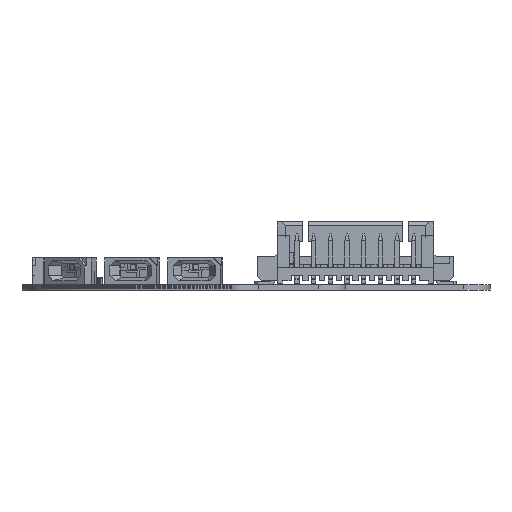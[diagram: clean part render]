
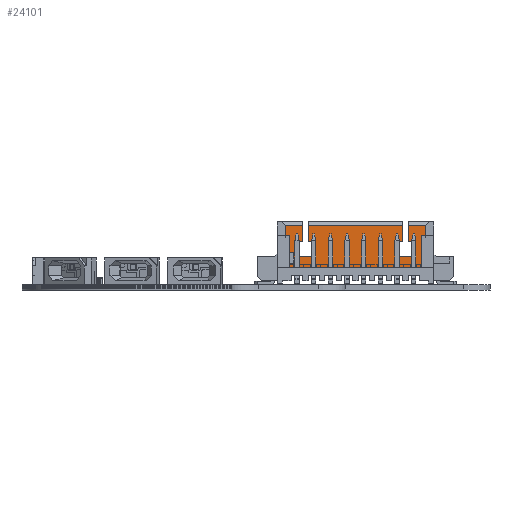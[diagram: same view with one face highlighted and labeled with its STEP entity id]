
A CAD part, front view. The second image highlights one B-rep face of the part: STEP entity #24101.
In plain terms, the highlighted planar face has unit normal (0, -1, 0).
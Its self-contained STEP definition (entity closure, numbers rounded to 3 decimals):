
#23925 = EDGE_CURVE('',#23926,#23928,#23930,.T.);
#23926 = VERTEX_POINT('',#23927);
#23927 = CARTESIAN_POINT('',(-3.95,1.45,2.));
#23928 = VERTEX_POINT('',#23929);
#23929 = CARTESIAN_POINT('',(-3.95,1.45,0.85));
#23930 = LINE('',#23931,#23932);
#23931 = CARTESIAN_POINT('',(-3.95,1.45,2.));
#23932 = VECTOR('',#23933,1.);
#23933 = DIRECTION('',(0.,0.,-1.));
#23964 = EDGE_CURVE('',#23965,#23967,#23969,.T.);
#23965 = VERTEX_POINT('',#23966);
#23966 = CARTESIAN_POINT('',(5.275,1.45,2.));
#23967 = VERTEX_POINT('',#23968);
#23968 = CARTESIAN_POINT('',(3.95,1.45,2.));
#23969 = LINE('',#23970,#23971);
#23970 = CARTESIAN_POINT('',(5.275,1.45,2.));
#23971 = VECTOR('',#23972,1.);
#23972 = DIRECTION('',(-1.,0.,0.));
#24013 = VERTEX_POINT('',#24014);
#24014 = CARTESIAN_POINT('',(-5.275,1.45,2.));
#24020 = EDGE_CURVE('',#23926,#24013,#24021,.T.);
#24021 = LINE('',#24022,#24023);
#24022 = CARTESIAN_POINT('',(-3.95,1.45,2.));
#24023 = VECTOR('',#24024,1.);
#24024 = DIRECTION('',(-1.,0.,0.));
#24035 = EDGE_CURVE('',#24036,#24038,#24040,.T.);
#24036 = VERTEX_POINT('',#24037);
#24037 = CARTESIAN_POINT('',(3.55,1.45,2.));
#24038 = VERTEX_POINT('',#24039);
#24039 = CARTESIAN_POINT('',(-3.55,1.45,2.));
#24040 = LINE('',#24041,#24042);
#24041 = CARTESIAN_POINT('',(3.55,1.45,2.));
#24042 = VECTOR('',#24043,1.);
#24043 = DIRECTION('',(-1.,0.,0.));
#24083 = VERTEX_POINT('',#24084);
#24084 = CARTESIAN_POINT('',(3.95,1.45,0.85));
#24090 = EDGE_CURVE('',#23967,#24083,#24091,.T.);
#24091 = LINE('',#24092,#24093);
#24092 = CARTESIAN_POINT('',(3.95,1.45,2.));
#24093 = VECTOR('',#24094,1.);
#24094 = DIRECTION('',(0.,0.,-1.));
#24101 = ADVANCED_FACE('',(#24102),#24255,.F.);
#24102 = FACE_BOUND('',#24103,.T.);
#24103 = EDGE_LOOP('',(#24104,#24105,#24113,#24121,#24129,#24137,#24145,
    #24153,#24159,#24160,#24161,#24169,#24177,#24185,#24193,#24201,
    #24207,#24208,#24216,#24224,#24232,#24240,#24248,#24254));
#24104 = ORIENTED_EDGE('',*,*,#24020,.T.);
#24105 = ORIENTED_EDGE('',*,*,#24106,.T.);
#24106 = EDGE_CURVE('',#24013,#24107,#24109,.T.);
#24107 = VERTEX_POINT('',#24108);
#24108 = CARTESIAN_POINT('',(-5.275,1.45,0.));
#24109 = LINE('',#24110,#24111);
#24110 = CARTESIAN_POINT('',(-5.275,1.45,2.));
#24111 = VECTOR('',#24112,1.);
#24112 = DIRECTION('',(0.,0.,-1.));
#24113 = ORIENTED_EDGE('',*,*,#24114,.T.);
#24114 = EDGE_CURVE('',#24107,#24115,#24117,.T.);
#24115 = VERTEX_POINT('',#24116);
#24116 = CARTESIAN_POINT('',(-4.625,1.45,0.));
#24117 = LINE('',#24118,#24119);
#24118 = CARTESIAN_POINT('',(-5.275,1.45,0.));
#24119 = VECTOR('',#24120,1.);
#24120 = DIRECTION('',(1.,0.,0.));
#24121 = ORIENTED_EDGE('',*,*,#24122,.F.);
#24122 = EDGE_CURVE('',#24123,#24115,#24125,.T.);
#24123 = VERTEX_POINT('',#24124);
#24124 = CARTESIAN_POINT('',(-4.625,1.45,-0.8));
#24125 = LINE('',#24126,#24127);
#24126 = CARTESIAN_POINT('',(-4.625,1.45,-0.8));
#24127 = VECTOR('',#24128,1.);
#24128 = DIRECTION('',(0.,0.,1.));
#24129 = ORIENTED_EDGE('',*,*,#24130,.F.);
#24130 = EDGE_CURVE('',#24131,#24123,#24133,.T.);
#24131 = VERTEX_POINT('',#24132);
#24132 = CARTESIAN_POINT('',(-5.275,1.45,-0.8));
#24133 = LINE('',#24134,#24135);
#24134 = CARTESIAN_POINT('',(-5.275,1.45,-0.8));
#24135 = VECTOR('',#24136,1.);
#24136 = DIRECTION('',(1.,0.,0.));
#24137 = ORIENTED_EDGE('',*,*,#24138,.T.);
#24138 = EDGE_CURVE('',#24131,#24139,#24141,.T.);
#24139 = VERTEX_POINT('',#24140);
#24140 = CARTESIAN_POINT('',(-5.275,1.45,-1.1));
#24141 = LINE('',#24142,#24143);
#24142 = CARTESIAN_POINT('',(-5.275,1.45,-0.8));
#24143 = VECTOR('',#24144,1.);
#24144 = DIRECTION('',(0.,0.,-1.));
#24145 = ORIENTED_EDGE('',*,*,#24146,.F.);
#24146 = EDGE_CURVE('',#24147,#24139,#24149,.T.);
#24147 = VERTEX_POINT('',#24148);
#24148 = CARTESIAN_POINT('',(5.275,1.45,-1.1));
#24149 = LINE('',#24150,#24151);
#24150 = CARTESIAN_POINT('',(5.275,1.45,-1.1));
#24151 = VECTOR('',#24152,1.);
#24152 = DIRECTION('',(-1.,0.,0.));
#24153 = ORIENTED_EDGE('',*,*,#24154,.F.);
#24154 = EDGE_CURVE('',#23965,#24147,#24155,.T.);
#24155 = LINE('',#24156,#24157);
#24156 = CARTESIAN_POINT('',(5.275,1.45,2.));
#24157 = VECTOR('',#24158,1.);
#24158 = DIRECTION('',(0.,0.,-1.));
#24159 = ORIENTED_EDGE('',*,*,#23964,.T.);
#24160 = ORIENTED_EDGE('',*,*,#24090,.T.);
#24161 = ORIENTED_EDGE('',*,*,#24162,.T.);
#24162 = EDGE_CURVE('',#24083,#24163,#24165,.T.);
#24163 = VERTEX_POINT('',#24164);
#24164 = CARTESIAN_POINT('',(4.25,1.45,0.85));
#24165 = LINE('',#24166,#24167);
#24166 = CARTESIAN_POINT('',(3.95,1.45,0.85));
#24167 = VECTOR('',#24168,1.);
#24168 = DIRECTION('',(1.,0.,0.));
#24169 = ORIENTED_EDGE('',*,*,#24170,.F.);
#24170 = EDGE_CURVE('',#24171,#24163,#24173,.T.);
#24171 = VERTEX_POINT('',#24172);
#24172 = CARTESIAN_POINT('',(4.25,1.45,-0.3));
#24173 = LINE('',#24174,#24175);
#24174 = CARTESIAN_POINT('',(4.25,1.45,-0.3));
#24175 = VECTOR('',#24176,1.);
#24176 = DIRECTION('',(0.,0.,1.));
#24177 = ORIENTED_EDGE('',*,*,#24178,.F.);
#24178 = EDGE_CURVE('',#24179,#24171,#24181,.T.);
#24179 = VERTEX_POINT('',#24180);
#24180 = CARTESIAN_POINT('',(3.25,1.45,-0.3));
#24181 = LINE('',#24182,#24183);
#24182 = CARTESIAN_POINT('',(3.25,1.45,-0.3));
#24183 = VECTOR('',#24184,1.);
#24184 = DIRECTION('',(1.,0.,0.));
#24185 = ORIENTED_EDGE('',*,*,#24186,.T.);
#24186 = EDGE_CURVE('',#24179,#24187,#24189,.T.);
#24187 = VERTEX_POINT('',#24188);
#24188 = CARTESIAN_POINT('',(3.25,1.45,0.85));
#24189 = LINE('',#24190,#24191);
#24190 = CARTESIAN_POINT('',(3.25,1.45,-0.3));
#24191 = VECTOR('',#24192,1.);
#24192 = DIRECTION('',(0.,0.,1.));
#24193 = ORIENTED_EDGE('',*,*,#24194,.T.);
#24194 = EDGE_CURVE('',#24187,#24195,#24197,.T.);
#24195 = VERTEX_POINT('',#24196);
#24196 = CARTESIAN_POINT('',(3.55,1.45,0.85));
#24197 = LINE('',#24198,#24199);
#24198 = CARTESIAN_POINT('',(3.25,1.45,0.85));
#24199 = VECTOR('',#24200,1.);
#24200 = DIRECTION('',(1.,0.,0.));
#24201 = ORIENTED_EDGE('',*,*,#24202,.F.);
#24202 = EDGE_CURVE('',#24036,#24195,#24203,.T.);
#24203 = LINE('',#24204,#24205);
#24204 = CARTESIAN_POINT('',(3.55,1.45,2.));
#24205 = VECTOR('',#24206,1.);
#24206 = DIRECTION('',(0.,0.,-1.));
#24207 = ORIENTED_EDGE('',*,*,#24035,.T.);
#24208 = ORIENTED_EDGE('',*,*,#24209,.T.);
#24209 = EDGE_CURVE('',#24038,#24210,#24212,.T.);
#24210 = VERTEX_POINT('',#24211);
#24211 = CARTESIAN_POINT('',(-3.55,1.45,0.85));
#24212 = LINE('',#24213,#24214);
#24213 = CARTESIAN_POINT('',(-3.55,1.45,2.));
#24214 = VECTOR('',#24215,1.);
#24215 = DIRECTION('',(0.,0.,-1.));
#24216 = ORIENTED_EDGE('',*,*,#24217,.T.);
#24217 = EDGE_CURVE('',#24210,#24218,#24220,.T.);
#24218 = VERTEX_POINT('',#24219);
#24219 = CARTESIAN_POINT('',(-3.25,1.45,0.85));
#24220 = LINE('',#24221,#24222);
#24221 = CARTESIAN_POINT('',(-3.55,1.45,0.85));
#24222 = VECTOR('',#24223,1.);
#24223 = DIRECTION('',(1.,0.,0.));
#24224 = ORIENTED_EDGE('',*,*,#24225,.F.);
#24225 = EDGE_CURVE('',#24226,#24218,#24228,.T.);
#24226 = VERTEX_POINT('',#24227);
#24227 = CARTESIAN_POINT('',(-3.25,1.45,-0.3));
#24228 = LINE('',#24229,#24230);
#24229 = CARTESIAN_POINT('',(-3.25,1.45,-0.3));
#24230 = VECTOR('',#24231,1.);
#24231 = DIRECTION('',(0.,0.,1.));
#24232 = ORIENTED_EDGE('',*,*,#24233,.F.);
#24233 = EDGE_CURVE('',#24234,#24226,#24236,.T.);
#24234 = VERTEX_POINT('',#24235);
#24235 = CARTESIAN_POINT('',(-4.25,1.45,-0.3));
#24236 = LINE('',#24237,#24238);
#24237 = CARTESIAN_POINT('',(-4.25,1.45,-0.3));
#24238 = VECTOR('',#24239,1.);
#24239 = DIRECTION('',(1.,0.,0.));
#24240 = ORIENTED_EDGE('',*,*,#24241,.T.);
#24241 = EDGE_CURVE('',#24234,#24242,#24244,.T.);
#24242 = VERTEX_POINT('',#24243);
#24243 = CARTESIAN_POINT('',(-4.25,1.45,0.85));
#24244 = LINE('',#24245,#24246);
#24245 = CARTESIAN_POINT('',(-4.25,1.45,-0.3));
#24246 = VECTOR('',#24247,1.);
#24247 = DIRECTION('',(0.,0.,1.));
#24248 = ORIENTED_EDGE('',*,*,#24249,.T.);
#24249 = EDGE_CURVE('',#24242,#23928,#24250,.T.);
#24250 = LINE('',#24251,#24252);
#24251 = CARTESIAN_POINT('',(-4.25,1.45,0.85));
#24252 = VECTOR('',#24253,1.);
#24253 = DIRECTION('',(1.,0.,0.));
#24254 = ORIENTED_EDGE('',*,*,#23925,.F.);
#24255 = PLANE('',#24256);
#24256 = AXIS2_PLACEMENT_3D('',#24257,#24258,#24259);
#24257 = CARTESIAN_POINT('',(5.275,1.45,2.3));
#24258 = DIRECTION('',(0.,1.,0.));
#24259 = DIRECTION('',(1.,0.,-0.));
